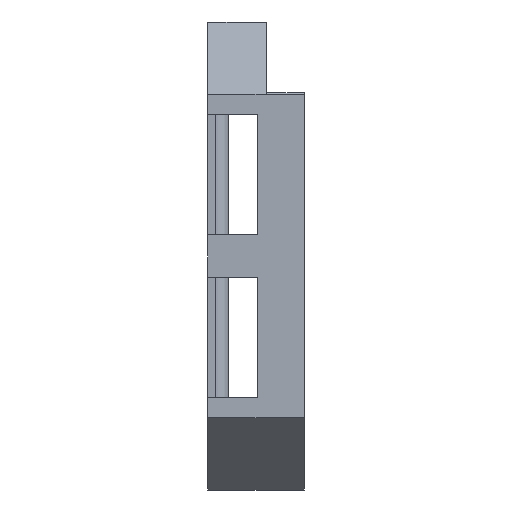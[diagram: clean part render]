
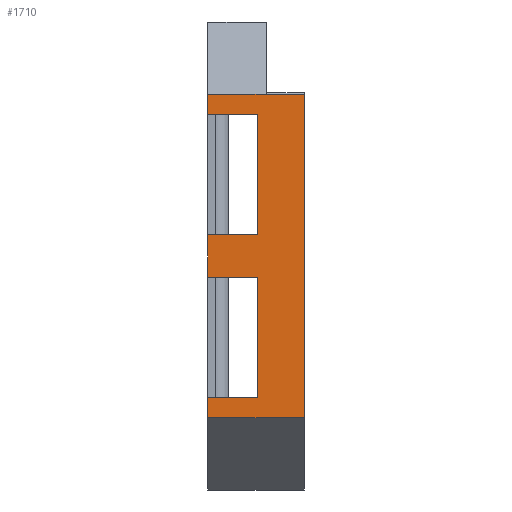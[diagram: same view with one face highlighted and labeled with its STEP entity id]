
A CAD part, left-side view. The second image highlights one B-rep face of the part: STEP entity #1710.
In plain terms, the highlighted planar face has unit normal (-1, 0, 0).
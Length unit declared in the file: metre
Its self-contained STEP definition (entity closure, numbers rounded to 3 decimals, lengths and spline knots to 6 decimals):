
#359=ORIENTED_EDGE('',*,*,#728,.F.);
#360=ORIENTED_EDGE('',*,*,#729,.T.);
#361=ORIENTED_EDGE('',*,*,#730,.T.);
#362=ORIENTED_EDGE('',*,*,#731,.F.);
#363=ORIENTED_EDGE('',*,*,#732,.F.);
#364=ORIENTED_EDGE('',*,*,#733,.T.);
#365=ORIENTED_EDGE('',*,*,#734,.T.);
#366=ORIENTED_EDGE('',*,*,#735,.F.);
#367=ORIENTED_EDGE('',*,*,#685,.F.);
#368=ORIENTED_EDGE('',*,*,#736,.F.);
#369=ORIENTED_EDGE('',*,*,#691,.T.);
#370=ORIENTED_EDGE('',*,*,#737,.F.);
#685=EDGE_CURVE('',#895,#896,#1093,.T.);
#691=EDGE_CURVE('',#902,#901,#1098,.T.);
#728=EDGE_CURVE('',#931,#932,#1131,.T.);
#729=EDGE_CURVE('',#931,#933,#1132,.T.);
#730=EDGE_CURVE('',#933,#934,#1133,.T.);
#731=EDGE_CURVE('',#935,#934,#1134,.T.);
#732=EDGE_CURVE('',#936,#935,#1135,.T.);
#733=EDGE_CURVE('',#936,#937,#1136,.T.);
#734=EDGE_CURVE('',#937,#938,#1137,.T.);
#735=EDGE_CURVE('',#896,#938,#1138,.T.);
#736=EDGE_CURVE('',#902,#895,#1139,.T.);
#737=EDGE_CURVE('',#932,#901,#1140,.T.);
#895=VERTEX_POINT('',#2578);
#896=VERTEX_POINT('',#2580);
#901=VERTEX_POINT('',#2591);
#902=VERTEX_POINT('',#2593);
#931=VERTEX_POINT('',#2666);
#932=VERTEX_POINT('',#2667);
#933=VERTEX_POINT('',#2669);
#934=VERTEX_POINT('',#2671);
#935=VERTEX_POINT('',#2673);
#936=VERTEX_POINT('',#2675);
#937=VERTEX_POINT('',#2677);
#938=VERTEX_POINT('',#2679);
#1093=LINE('',#2579,#1325);
#1098=LINE('',#2592,#1330);
#1131=LINE('',#2665,#1363);
#1132=LINE('',#2668,#1364);
#1133=LINE('',#2670,#1365);
#1134=LINE('',#2672,#1366);
#1135=LINE('',#2674,#1367);
#1136=LINE('',#2676,#1368);
#1137=LINE('',#2678,#1369);
#1138=LINE('',#2680,#1370);
#1139=LINE('',#2681,#1371);
#1140=LINE('',#2682,#1372);
#1325=VECTOR('',#2102,1.);
#1330=VECTOR('',#2111,1.);
#1363=VECTOR('',#2166,1.);
#1364=VECTOR('',#2167,1.);
#1365=VECTOR('',#2168,1.);
#1366=VECTOR('',#2169,1.);
#1367=VECTOR('',#2170,1.);
#1368=VECTOR('',#2171,1.);
#1369=VECTOR('',#2172,1.);
#1370=VECTOR('',#2173,1.);
#1371=VECTOR('',#2174,1.);
#1372=VECTOR('',#2175,1.);
#1480=EDGE_LOOP('',(#359,#360,#361,#362,#363,#364,#365,#366,#367,#368,#369,
#370));
#1560=FACE_BOUND('',#1480,.T.);
#1633=PLANE('',#1832);
#1710=ADVANCED_FACE('',(#1560),#1633,.T.);
#1832=AXIS2_PLACEMENT_3D('',#2664,#2164,#2165);
#2102=DIRECTION('',(0.,1.,0.));
#2111=DIRECTION('',(0.,1.,0.));
#2164=DIRECTION('',(-1.,0.,0.));
#2165=DIRECTION('',(0.,0.,1.));
#2166=DIRECTION('',(0.,1.,0.));
#2167=DIRECTION('',(0.,0.,-1.));
#2168=DIRECTION('',(0.,1.,0.));
#2169=DIRECTION('',(0.,0.,1.));
#2170=DIRECTION('',(0.,1.,0.));
#2171=DIRECTION('',(0.,0.,1.));
#2172=DIRECTION('',(0.,1.,0.));
#2173=DIRECTION('',(0.,0.,1.));
#2174=DIRECTION('',(0.,0.,1.));
#2175=DIRECTION('',(0.,0.,1.));
#2578=CARTESIAN_POINT('',(-0.0256,-0.00725,-0.0022));
#2579=CARTESIAN_POINT('',(-0.0256,-0.00605,-0.0022));
#2580=CARTESIAN_POINT('',(-0.0256,-0.0033,-0.0022));
#2591=CARTESIAN_POINT('',(-0.0256,-0.0033,-0.0118));
#2592=CARTESIAN_POINT('',(-0.0256,-0.00605,-0.0118));
#2593=CARTESIAN_POINT('',(-0.0256,-0.00725,-0.0118));
#2664=CARTESIAN_POINT('',(-0.0256,-0.008002,-0.010875));
#2665=CARTESIAN_POINT('',(-0.0256,-0.00605,-0.0152));
#2666=CARTESIAN_POINT('',(-0.0256,-0.00725,-0.0152));
#2667=CARTESIAN_POINT('',(-0.0256,-0.0033,-0.0152));
#2668=CARTESIAN_POINT('',(-0.0256,-0.00725,-0.02));
#2669=CARTESIAN_POINT('',(-0.0256,-0.00725,-0.0248));
#2670=CARTESIAN_POINT('',(-0.0256,-0.00605,-0.0248));
#2671=CARTESIAN_POINT('',(-0.0256,-0.0033,-0.0248));
#2672=CARTESIAN_POINT('',(-0.0256,-0.0033,-0.010875));
#2673=CARTESIAN_POINT('',(-0.0256,-0.0033,-0.02639));
#2674=CARTESIAN_POINT('',(-0.0256,-0.008002,-0.02639));
#2675=CARTESIAN_POINT('',(-0.0256,-0.011,-0.02639));
#2676=CARTESIAN_POINT('',(-0.0256,-0.011,-0.010875));
#2677=CARTESIAN_POINT('',(-0.0256,-0.011,-0.00061));
#2678=CARTESIAN_POINT('',(-0.0256,-0.008002,-0.00061));
#2679=CARTESIAN_POINT('',(-0.0256,-0.0033,-0.00061));
#2680=CARTESIAN_POINT('',(-0.0256,-0.0033,-0.010875));
#2681=CARTESIAN_POINT('',(-0.0256,-0.00725,-0.010875));
#2682=CARTESIAN_POINT('',(-0.0256,-0.0033,-0.010875));
